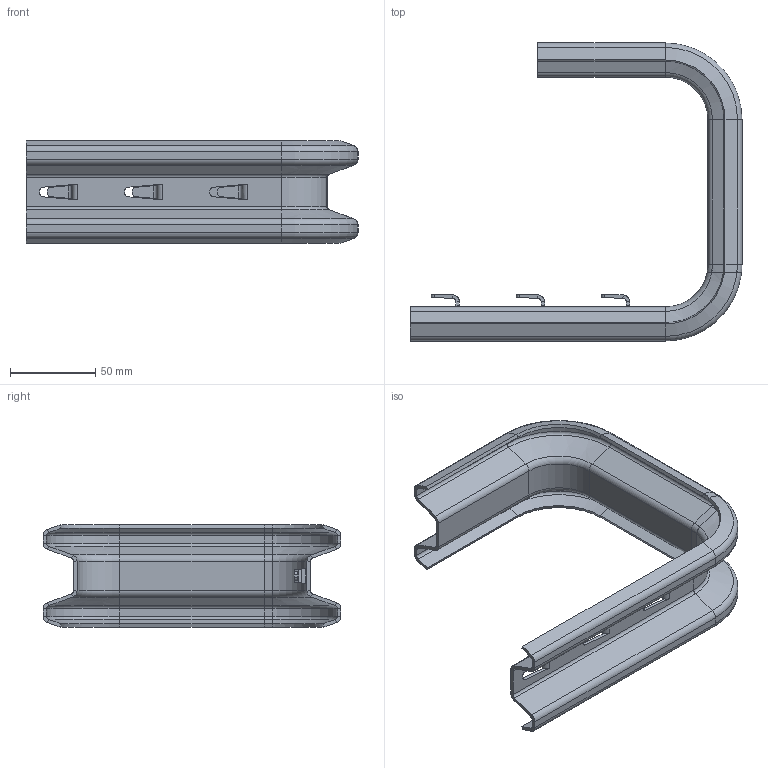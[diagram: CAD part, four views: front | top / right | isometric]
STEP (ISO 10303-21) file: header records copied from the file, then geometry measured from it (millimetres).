
FILE_DESCRIPTION (( 'STEP AP214' ), '1' );
FILE_NAME ('6365914.stp', '2016-08-23T10:58:51', ( '' ), ( '' ), 'SwSTEP 2.0', 'SolidWorks 2014', '' );
FILE_SCHEMA (( 'AUTOMOTIVE_DESIGN' ));
Length unit declared in the file: millimetre
Products named in the file (1): 6365914
Bounding box: 195 x 175 x 60 mm (x, y, z)
Volume: 119610.5 mm3; surface area: 123504.7 mm2
Topology: 2 solids, 2 shells, 370 faces, 782 edges, 416 vertices
Faces by surface type: plane 162, cylinder 108, torus 48, cone 40, bspline 12
Entity records: 10081 total; most frequent: CARTESIAN_POINT 2189, DIRECTION 1710, ORIENTED_EDGE 1564, EDGE_CURVE 782, AXIS2_PLACEMENT_3D 615, LINE 480, VECTOR 480, VERTEX_POINT 416
